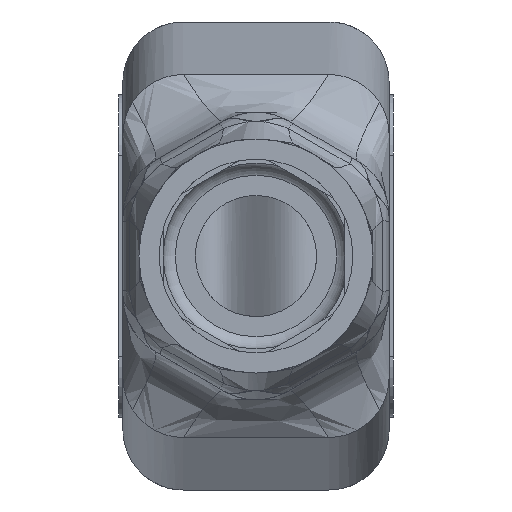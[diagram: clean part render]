
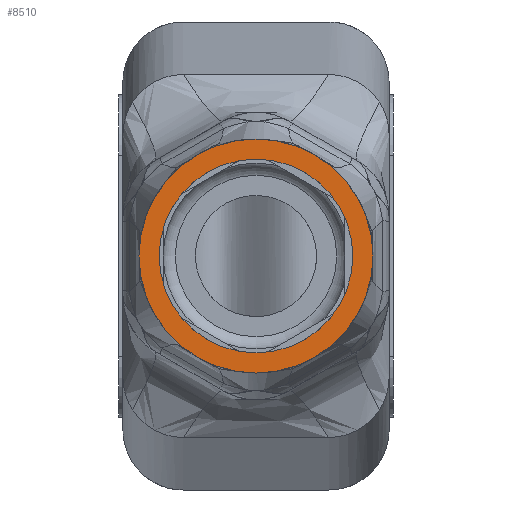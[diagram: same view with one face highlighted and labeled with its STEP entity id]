
A CAD part, left-side view. The second image highlights one B-rep face of the part: STEP entity #8510.
In plain terms, the highlighted face is planar.
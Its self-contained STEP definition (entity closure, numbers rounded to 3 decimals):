
#314 = ORIENTED_EDGE ( 'NONE', *, *, #9328, .T. ) ;
#336 = DIRECTION ( 'NONE',  ( 0., 0., 1. ) ) ;
#1476 = CARTESIAN_POINT ( 'NONE',  ( 0., 0., 30. ) ) ;
#2506 = EDGE_LOOP ( 'NONE', ( #314 ) ) ;
#3801 = DIRECTION ( 'NONE',  ( 1., 0., 0. ) ) ;
#5846 = PLANE ( 'NONE',  #20227 ) ;
#8125 = CARTESIAN_POINT ( 'NONE',  ( 0., 0., 30. ) ) ;
#8510 = ADVANCED_FACE ( 'NONE', ( #21752, #9276 ), #5846, .T. ) ;
#9276 = FACE_OUTER_BOUND ( 'NONE', #2506, .T. ) ;
#9328 = EDGE_CURVE ( 'NONE', #29389, #29389, #16963, .T. ) ;
#10583 = DIRECTION ( 'NONE',  ( 0., 0., 1. ) ) ;
#13417 = CARTESIAN_POINT ( 'NONE',  ( 2.4, 0., 30. ) ) ;
#14395 = CARTESIAN_POINT ( 'NONE',  ( 0., 0., 30. ) ) ;
#16752 = DIRECTION ( 'NONE',  ( 1., 0., 0. ) ) ;
#16963 = CIRCLE ( 'NONE', #20636, 2.9 ) ;
#17881 = DIRECTION ( 'NONE',  ( 0., 0., 1. ) ) ;
#18097 = ORIENTED_EDGE ( 'NONE', *, *, #26493, .F. ) ;
#19582 = CIRCLE ( 'NONE', #21154, 2.4 ) ;
#20227 = AXIS2_PLACEMENT_3D ( 'NONE', #8125, #10583, #27033 ) ;
#20636 = AXIS2_PLACEMENT_3D ( 'NONE', #14395, #336, #16752 ) ;
#20706 = EDGE_LOOP ( 'NONE', ( #18097 ) ) ;
#21154 = AXIS2_PLACEMENT_3D ( 'NONE', #1476, #17881, #3801 ) ;
#21752 = FACE_BOUND ( 'NONE', #20706, .T. ) ;
#22431 = CARTESIAN_POINT ( 'NONE',  ( 2.9, 0., 30. ) ) ;
#26493 = EDGE_CURVE ( 'NONE', #29007, #29007, #19582, .T. ) ;
#27033 = DIRECTION ( 'NONE',  ( 1., 0., 0. ) ) ;
#29007 = VERTEX_POINT ( 'NONE', #13417 ) ;
#29389 = VERTEX_POINT ( 'NONE', #22431 ) ;
